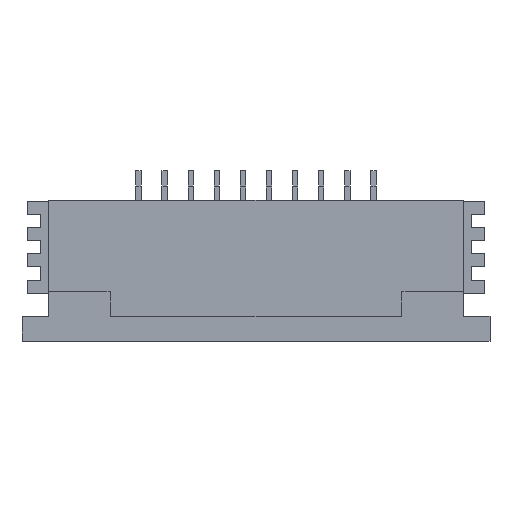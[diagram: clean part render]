
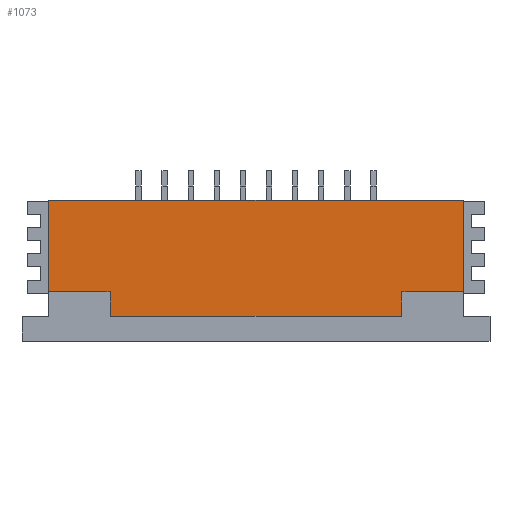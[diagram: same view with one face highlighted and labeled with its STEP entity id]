
A CAD part, top view. The second image highlights one B-rep face of the part: STEP entity #1073.
In plain terms, the highlighted planar face has unit normal (0, 0, 1).
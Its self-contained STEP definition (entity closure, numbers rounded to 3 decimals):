
#32 = VERTEX_POINT('',#33);
#33 = CARTESIAN_POINT('',(0.,0.8,2.56));
#39 = EDGE_CURVE('',#32,#40,#42,.T.);
#40 = VERTEX_POINT('',#41);
#41 = CARTESIAN_POINT('',(-7.935,0.8,2.56));
#42 = LINE('',#43,#44);
#43 = CARTESIAN_POINT('',(0.,0.8,2.56));
#44 = VECTOR('',#45,1.);
#45 = DIRECTION('',(-1.,0.,0.));
#1039 = EDGE_CURVE('',#40,#1040,#1042,.T.);
#1040 = VERTEX_POINT('',#1041);
#1041 = CARTESIAN_POINT('',(-7.935,-2.7,2.56));
#1042 = LINE('',#1043,#1044);
#1043 = CARTESIAN_POINT('',(-7.935,0.8,2.56));
#1044 = VECTOR('',#1045,1.);
#1045 = DIRECTION('',(0.,-1.,0.));
#1073 = ADVANCED_FACE('',(#1074),#1137,.T.);
#1074 = FACE_BOUND('',#1075,.T.);
#1075 = EDGE_LOOP('',(#1076,#1083,#1084,#1085,#1093,#1101,#1109,#1117,
#1125,#1132));
#1076 = ORIENTED_EDGE('',*,*,#1077,.F.);
#1077 = EDGE_CURVE('',#32,#1078,#1080,.T.);
#1078 = VERTEX_POINT('',#1079);
#1079 = CARTESIAN_POINT('',(7.935,0.8,2.56));
#1080 = B_SPLINE_CURVE_WITH_KNOTS('',1,(#1081,#1082),.UNSPECIFIED.,.F.,
.F.,(2,2),(0.,7.935),.PIECEWISE_BEZIER_KNOTS.);
#1081 = CARTESIAN_POINT('',(0.,0.8,2.56));
#1082 = CARTESIAN_POINT('',(7.935,0.8,2.56));
#1083 = ORIENTED_EDGE('',*,*,#39,.T.);
#1084 = ORIENTED_EDGE('',*,*,#1039,.T.);
#1085 = ORIENTED_EDGE('',*,*,#1086,.T.);
#1086 = EDGE_CURVE('',#1040,#1087,#1089,.T.);
#1087 = VERTEX_POINT('',#1088);
#1088 = CARTESIAN_POINT('',(-5.59,-2.7,2.56));
#1089 = LINE('',#1090,#1091);
#1090 = CARTESIAN_POINT('',(-7.935,-2.7,2.56));
#1091 = VECTOR('',#1092,1.);
#1092 = DIRECTION('',(1.,0.,0.));
#1093 = ORIENTED_EDGE('',*,*,#1094,.T.);
#1094 = EDGE_CURVE('',#1087,#1095,#1097,.T.);
#1095 = VERTEX_POINT('',#1096);
#1096 = CARTESIAN_POINT('',(-5.59,-3.65,2.56));
#1097 = LINE('',#1098,#1099);
#1098 = CARTESIAN_POINT('',(-5.59,-1.75,2.56));
#1099 = VECTOR('',#1100,1.);
#1100 = DIRECTION('',(0.,-1.,0.));
#1101 = ORIENTED_EDGE('',*,*,#1102,.T.);
#1102 = EDGE_CURVE('',#1095,#1103,#1105,.T.);
#1103 = VERTEX_POINT('',#1104);
#1104 = CARTESIAN_POINT('',(0.,-3.65,2.56));
#1105 = LINE('',#1106,#1107);
#1106 = CARTESIAN_POINT('',(-5.59,-3.65,2.56));
#1107 = VECTOR('',#1108,1.);
#1108 = DIRECTION('',(1.,0.,0.));
#1109 = ORIENTED_EDGE('',*,*,#1110,.T.);
#1110 = EDGE_CURVE('',#1103,#1111,#1113,.T.);
#1111 = VERTEX_POINT('',#1112);
#1112 = CARTESIAN_POINT('',(5.59,-3.65,2.56));
#1113 = LINE('',#1114,#1115);
#1114 = CARTESIAN_POINT('',(-5.59,-3.65,2.56));
#1115 = VECTOR('',#1116,1.);
#1116 = DIRECTION('',(1.,0.,0.));
#1117 = ORIENTED_EDGE('',*,*,#1118,.T.);
#1118 = EDGE_CURVE('',#1111,#1119,#1121,.T.);
#1119 = VERTEX_POINT('',#1120);
#1120 = CARTESIAN_POINT('',(5.59,-2.7,2.56));
#1121 = LINE('',#1122,#1123);
#1122 = CARTESIAN_POINT('',(5.59,-3.65,2.56));
#1123 = VECTOR('',#1124,1.);
#1124 = DIRECTION('',(0.,1.,0.));
#1125 = ORIENTED_EDGE('',*,*,#1126,.F.);
#1126 = EDGE_CURVE('',#1127,#1119,#1129,.T.);
#1127 = VERTEX_POINT('',#1128);
#1128 = CARTESIAN_POINT('',(7.935,-2.7,2.56));
#1129 = B_SPLINE_CURVE_WITH_KNOTS('',1,(#1130,#1131),.UNSPECIFIED.,.F.,
.F.,(2,2),(0.,7.935),.PIECEWISE_BEZIER_KNOTS.);
#1130 = CARTESIAN_POINT('',(7.935,-2.7,2.56));
#1131 = CARTESIAN_POINT('',(0.,-2.7,2.56));
#1132 = ORIENTED_EDGE('',*,*,#1133,.F.);
#1133 = EDGE_CURVE('',#1078,#1127,#1134,.T.);
#1134 = B_SPLINE_CURVE_WITH_KNOTS('',1,(#1135,#1136),.UNSPECIFIED.,.F.,
.F.,(2,2),(0.,3.5),.PIECEWISE_BEZIER_KNOTS.);
#1135 = CARTESIAN_POINT('',(7.935,0.8,2.56));
#1136 = CARTESIAN_POINT('',(7.935,-2.7,2.56));
#1137 = PLANE('',#1138);
#1138 = AXIS2_PLACEMENT_3D('',#1139,#1140,#1141);
#1139 = CARTESIAN_POINT('',(-0.414,-1.231,2.56));
#1140 = DIRECTION('',(0.,0.,1.));
#1141 = DIRECTION('',(0.,-1.,0.));
